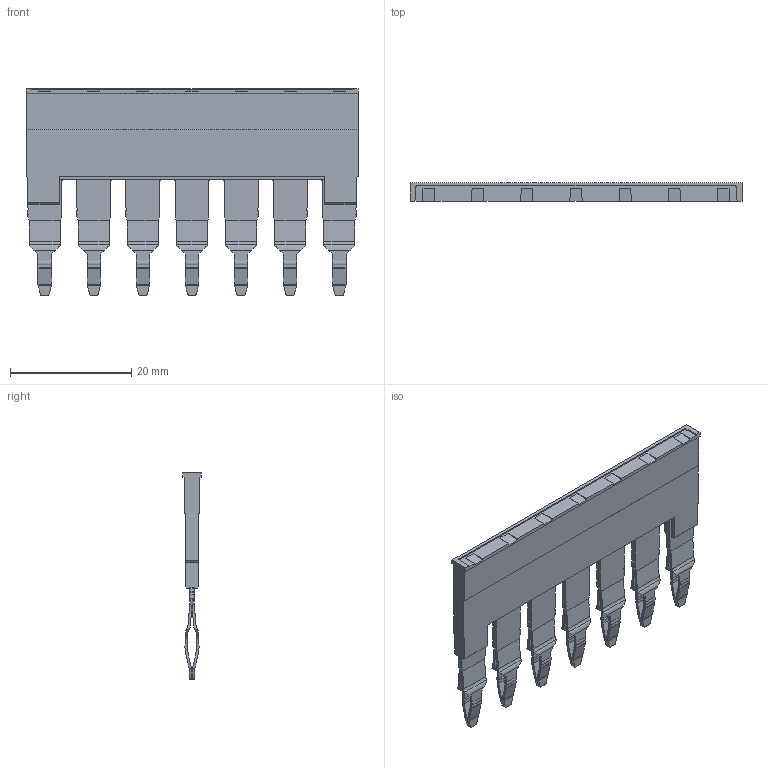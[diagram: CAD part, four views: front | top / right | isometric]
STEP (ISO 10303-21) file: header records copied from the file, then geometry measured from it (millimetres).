
FILE_DESCRIPTION(('CATIA V5 STEP Exchange','CAx-IF Rec.Pracs.--- Model Styling and Organization---1.4--- 2014-01-23'),'2;1');
FILE_NAME ('1227394-10_1', '2020-02-17T09:24:36+00:00', ('none'), ('Weidmueller'), 'CATIA Version 5-6 Release 2016 SP3 HF44', 'CATIA V5 STEP AP214', 'none');
FILE_SCHEMA(('AUTOMOTIVE_DESIGN { 1 0 10303 214 1 1 1 1 }'));
Length unit declared in the file: millimetre
Products named in the file (1): 2733960000
Bounding box: 54.8 x 3.1 x 34.11 mm (x, y, z)
Volume: 2474.1 mm3; surface area: 6872.1 mm2
Topology: 2 solids, 2 shells, 734 faces, 2228 edges, 1498 vertices
Faces by surface type: plane 470, cylinder 264
Entity records: 24308 total; most frequent: CARTESIAN_POINT 5937, ORIENTED_EDGE 4456, DIRECTION 2793, EDGE_CURVE 2228, VECTOR 1511, LINE 1511, VERTEX_POINT 1498, AXIS2_PLACEMENT_3D 874
